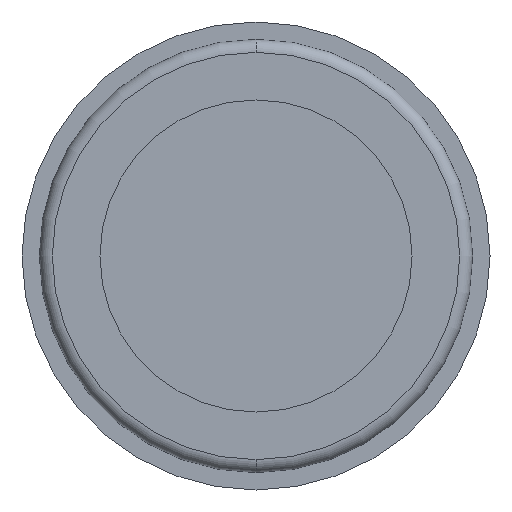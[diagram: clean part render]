
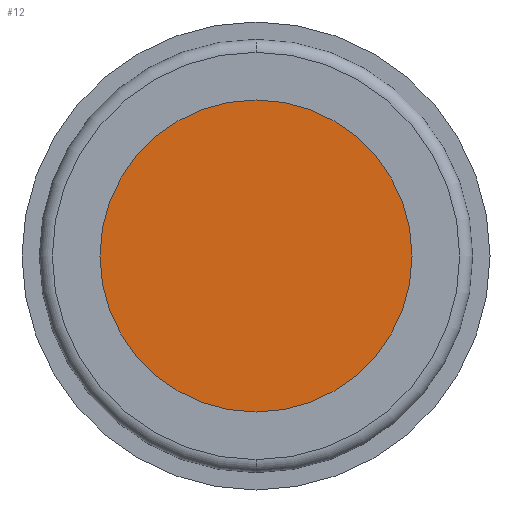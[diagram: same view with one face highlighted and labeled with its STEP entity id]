
A CAD part, front view. The second image highlights one B-rep face of the part: STEP entity #12.
In plain terms, the highlighted planar face has unit normal (0, -1, 0).
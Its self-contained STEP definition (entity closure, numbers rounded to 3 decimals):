
#12 = ADVANCED_FACE ( 'NONE', ( #385 ), #501, .F. ) ;
#33 = CIRCLE ( 'NONE', #259, 18. ) ;
#60 = EDGE_CURVE ( 'NONE', #444, #448, #80, .T. ) ;
#80 = CIRCLE ( 'NONE', #373, 18. ) ;
#136 = EDGE_CURVE ( 'NONE', #448, #444, #33, .T. ) ;
#199 = ORIENTED_EDGE ( 'NONE', *, *, #60, .F. ) ;
#200 = ORIENTED_EDGE ( 'NONE', *, *, #136, .F. ) ;
#259 = AXIS2_PLACEMENT_3D ( 'NONE', #679, #680, #681 ) ;
#310 = EDGE_LOOP ( 'NONE', ( #200, #199 ) ) ;
#373 = AXIS2_PLACEMENT_3D ( 'NONE', #564, #568, #569 ) ;
#378 = AXIS2_PLACEMENT_3D ( 'NONE', #502, #503, #504 ) ;
#385 = FACE_OUTER_BOUND ( 'NONE', #310, .T. ) ;
#444 = VERTEX_POINT ( 'NONE', #737 ) ;
#448 = VERTEX_POINT ( 'NONE', #741 ) ;
#501 = PLANE ( 'NONE',  #378 ) ;
#502 = CARTESIAN_POINT ( 'NONE',  ( 18., 12.7, 0. ) ) ;
#503 = DIRECTION ( 'NONE',  ( 0., 1., 0. ) ) ;
#504 = DIRECTION ( 'NONE',  ( 0., 0., 1. ) ) ;
#564 = CARTESIAN_POINT ( 'NONE',  ( 0., 12.7, 0. ) ) ;
#568 = DIRECTION ( 'NONE',  ( 0., 1., 0. ) ) ;
#569 = DIRECTION ( 'NONE',  ( 0., 0., 1. ) ) ;
#679 = CARTESIAN_POINT ( 'NONE',  ( 0., 12.7, 0. ) ) ;
#680 = DIRECTION ( 'NONE',  ( 0., 1., 0. ) ) ;
#681 = DIRECTION ( 'NONE',  ( 0., 0., 1. ) ) ;
#737 = CARTESIAN_POINT ( 'NONE',  ( 0., 12.7, -18. ) ) ;
#741 = CARTESIAN_POINT ( 'NONE',  ( 0., 12.7, 18. ) ) ;
